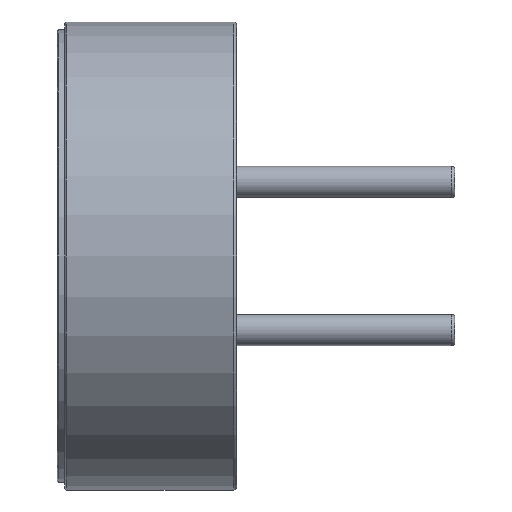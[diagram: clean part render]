
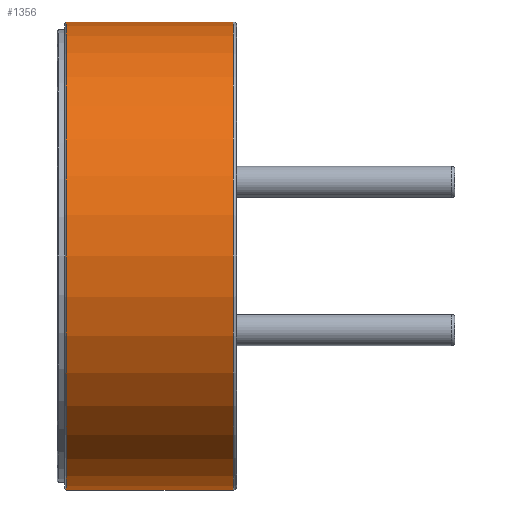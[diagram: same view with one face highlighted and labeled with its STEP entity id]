
A CAD part, left-side view. The second image highlights one B-rep face of the part: STEP entity #1356.
In plain terms, the highlighted cylindrical face has radius 3 mm (diameter 6 mm), a partial arc.
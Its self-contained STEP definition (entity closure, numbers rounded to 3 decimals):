
#32 = FACE_OUTER_BOUND ( 'NONE', #251, .T. ) ;
#179 = DIRECTION ( 'NONE',  ( 0., 1., 0. ) ) ;
#205 = DIRECTION ( 'NONE',  ( 0., -1., 0. ) ) ;
#251 = EDGE_LOOP ( 'NONE', ( #1337, #548, #1523, #276 ) ) ;
#276 = ORIENTED_EDGE ( 'NONE', *, *, #1084, .T. ) ;
#297 = AXIS2_PLACEMENT_3D ( 'NONE', #836, #179, #1675 ) ;
#304 = EDGE_CURVE ( 'NONE', #543, #1642, #363, .T. ) ;
#315 = DIRECTION ( 'NONE',  ( 0., 0., 1. ) ) ;
#363 = LINE ( 'NONE', #1024, #1420 ) ;
#516 = VERTEX_POINT ( 'NONE', #1415 ) ;
#543 = VERTEX_POINT ( 'NONE', #1161 ) ;
#548 = ORIENTED_EDGE ( 'NONE', *, *, #794, .T. ) ;
#679 = EDGE_CURVE ( 'NONE', #1702, #516, #1681, .T. ) ;
#718 = DIRECTION ( 'NONE',  ( 0., -1., 0. ) ) ;
#794 = EDGE_CURVE ( 'NONE', #543, #1702, #1255, .T. ) ;
#836 = CARTESIAN_POINT ( 'NONE',  ( 0., 0.04, 0. ) ) ;
#846 = CARTESIAN_POINT ( 'NONE',  ( 0., 2.18, 0. ) ) ;
#856 = DIRECTION ( 'NONE',  ( 0., 0., -1. ) ) ;
#981 = CYLINDRICAL_SURFACE ( 'NONE', #1654, 3. ) ;
#987 = CARTESIAN_POINT ( 'NONE',  ( 0., 2.2, 0. ) ) ;
#1024 = CARTESIAN_POINT ( 'NONE',  ( 0., 2.2, 3. ) ) ;
#1036 = CIRCLE ( 'NONE', #297, 3. ) ;
#1084 = EDGE_CURVE ( 'NONE', #516, #1642, #1036, .T. ) ;
#1154 = DIRECTION ( 'NONE',  ( 0., -1., 0. ) ) ;
#1161 = CARTESIAN_POINT ( 'NONE',  ( 0., 2.18, 3. ) ) ;
#1174 = VECTOR ( 'NONE', #1154, 1000. ) ;
#1220 = CARTESIAN_POINT ( 'NONE',  ( 0., 2.18, -3. ) ) ;
#1235 = AXIS2_PLACEMENT_3D ( 'NONE', #846, #718, #315 ) ;
#1255 = CIRCLE ( 'NONE', #1235, 3. ) ;
#1337 = ORIENTED_EDGE ( 'NONE', *, *, #304, .F. ) ;
#1356 = ADVANCED_FACE ( 'NONE', ( #32 ), #981, .T. ) ;
#1415 = CARTESIAN_POINT ( 'NONE',  ( 0., 0.04, -3. ) ) ;
#1420 = VECTOR ( 'NONE', #1434, 1000. ) ;
#1434 = DIRECTION ( 'NONE',  ( 0., -1., 0. ) ) ;
#1523 = ORIENTED_EDGE ( 'NONE', *, *, #679, .T. ) ;
#1541 = CARTESIAN_POINT ( 'NONE',  ( 0., 2.2, -3. ) ) ;
#1642 = VERTEX_POINT ( 'NONE', #1693 ) ;
#1654 = AXIS2_PLACEMENT_3D ( 'NONE', #987, #205, #856 ) ;
#1675 = DIRECTION ( 'NONE',  ( 0., 0., 1. ) ) ;
#1681 = LINE ( 'NONE', #1541, #1174 ) ;
#1693 = CARTESIAN_POINT ( 'NONE',  ( 0., 0.04, 3. ) ) ;
#1702 = VERTEX_POINT ( 'NONE', #1220 ) ;
